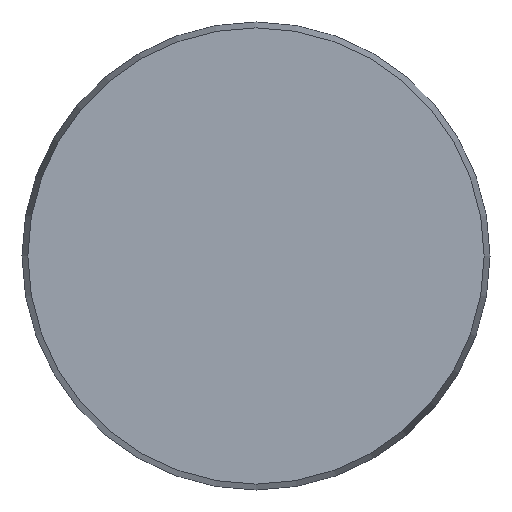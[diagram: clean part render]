
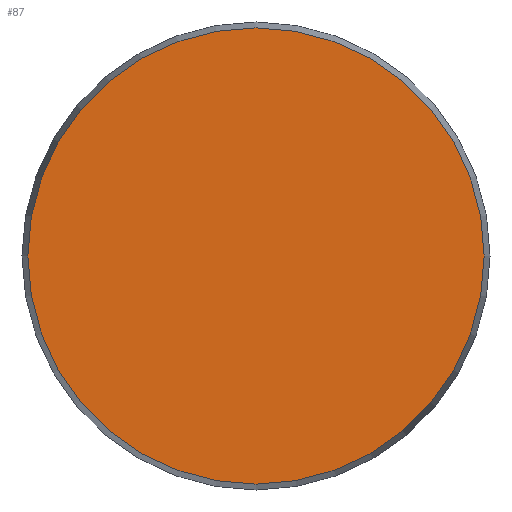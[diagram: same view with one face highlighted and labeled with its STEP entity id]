
A CAD part, front view. The second image highlights one B-rep face of the part: STEP entity #87.
In plain terms, the highlighted planar face has unit normal (0, -1, 0).
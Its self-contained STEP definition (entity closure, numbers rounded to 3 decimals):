
#87 = ADVANCED_FACE( '', ( #206 ), #207, .F. );
#206 = FACE_OUTER_BOUND( '', #361, .T. );
#207 = PLANE( '', #362 );
#361 = EDGE_LOOP( '', ( #581 ) );
#362 = AXIS2_PLACEMENT_3D( '', #582, #583, #584 );
#581 = ORIENTED_EDGE( '', *, *, #894, .T. );
#582 = CARTESIAN_POINT( '', ( 48.75, 0., 0. ) );
#583 = DIRECTION( '', ( 0., 1., 0. ) );
#584 = DIRECTION( '', ( 0., 0., 1. ) );
#894 = EDGE_CURVE( '', #1045, #1045, #1046, .T. );
#1045 = VERTEX_POINT( '', #1280 );
#1046 = CIRCLE( '', #1281, 48.75 );
#1280 = CARTESIAN_POINT( '', ( 0., 0., -48.75 ) );
#1281 = AXIS2_PLACEMENT_3D( '', #1562, #1563, #1564 );
#1562 = CARTESIAN_POINT( '', ( 0., 0., 0. ) );
#1563 = DIRECTION( '', ( 0., -1., 0. ) );
#1564 = DIRECTION( '', ( 0., 0., -1. ) );
